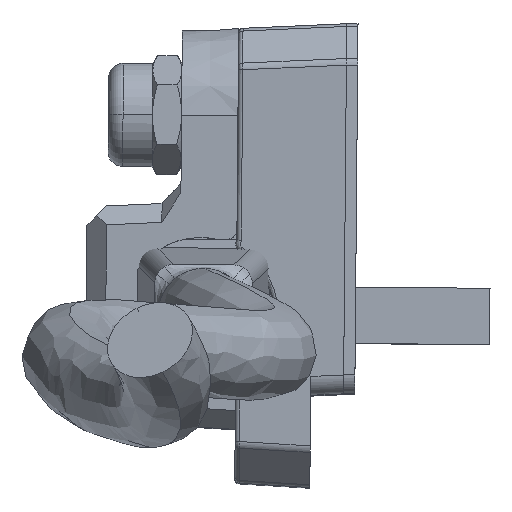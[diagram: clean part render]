
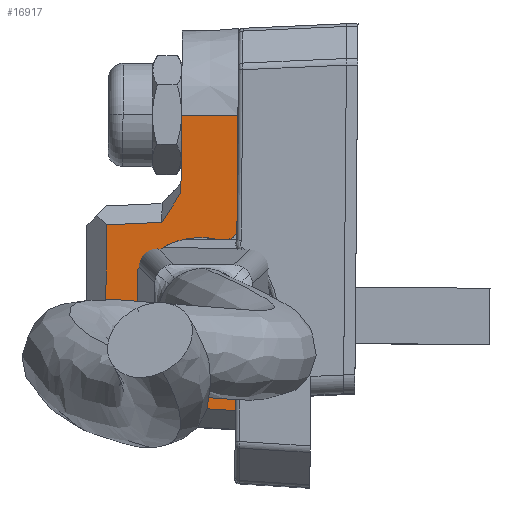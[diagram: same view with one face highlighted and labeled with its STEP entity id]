
A CAD part, top view. The second image highlights one B-rep face of the part: STEP entity #16917.
In plain terms, the highlighted face is planar.
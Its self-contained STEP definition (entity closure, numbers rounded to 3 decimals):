
#19 = VERTEX_POINT ( 'NONE', #7191 ) ;
#84 = ORIENTED_EDGE ( 'NONE', *, *, #5196, .T. ) ;
#98 = ORIENTED_EDGE ( 'NONE', *, *, #11337, .T. ) ;
#144 =( BOUNDED_CURVE ( )  B_SPLINE_CURVE ( 3, ( #2375, #6623, #5216, #6393 ),
 .UNSPECIFIED., .F., .F. ) 
 B_SPLINE_CURVE_WITH_KNOTS ( ( 4, 4 ),
 ( 3.756, 4.92 ),
 .UNSPECIFIED. ) 
 CURVE ( )  GEOMETRIC_REPRESENTATION_ITEM ( )  RATIONAL_B_SPLINE_CURVE ( ( 1., 0.89, 0.89, 1. ) ) 
 REPRESENTATION_ITEM ( '' )  );
#181 = DIRECTION ( 'NONE',  ( 0., 1., 0. ) ) ;
#624 = DIRECTION ( 'NONE',  ( -0.052, -0.052, 0.997 ) ) ;
#634 = VECTOR ( 'NONE', #181, 1000. ) ;
#658 = CARTESIAN_POINT ( 'NONE',  ( -8.952, -4.012, 6.946 ) ) ;
#664 = CARTESIAN_POINT ( 'NONE',  ( -9.007, 15.1, 8. ) ) ;
#1079 = DIRECTION ( 'NONE',  ( 0., 1., 0. ) ) ;
#1282 = CARTESIAN_POINT ( 'NONE',  ( -8.732, -2.364, 2.75 ) ) ;
#1305 = LINE ( 'NONE', #664, #4595 ) ;
#1329 = VERTEX_POINT ( 'NONE', #3950 ) ;
#1572 = ORIENTED_EDGE ( 'NONE', *, *, #8908, .F. ) ;
#1693 = EDGE_CURVE ( 'NONE', #15142, #7305, #17523, .T. ) ;
#1989 = EDGE_CURVE ( 'NONE', #16185, #8886, #15762, .T. ) ;
#2143 = EDGE_CURVE ( 'NONE', #17467, #8069, #1305, .T. ) ;
#2375 = CARTESIAN_POINT ( 'NONE',  ( -8.732, 2.364, 2.75 ) ) ;
#2420 = AXIS2_PLACEMENT_3D ( 'NONE', #11094, #8188, #18113 ) ;
#2705 = CARTESIAN_POINT ( 'NONE',  ( -8.85, 10.6, 5. ) ) ;
#2734 = VERTEX_POINT ( 'NONE', #10779 ) ;
#2905 = VECTOR ( 'NONE', #13737, 1000. ) ;
#3051 = ORIENTED_EDGE ( 'NONE', *, *, #7917, .T. ) ;
#3133 = CARTESIAN_POINT ( 'NONE',  ( -8.997, -4.027, 7.798 ) ) ;
#3188 = CARTESIAN_POINT ( 'NONE',  ( -8.732, 2.364, 2.75 ) ) ;
#3636 = DIRECTION ( 'NONE',  ( 0.052, -0.052, -0.997 ) ) ;
#3647 = CARTESIAN_POINT ( 'NONE',  ( -8.952, -4.012, 6.946 ) ) ;
#3949 = ORIENTED_EDGE ( 'NONE', *, *, #11792, .T. ) ;
#3950 = CARTESIAN_POINT ( 'NONE',  ( -8.798, 4.886, 4.003 ) ) ;
#4006 = CARTESIAN_POINT ( 'NONE',  ( -9.007, 10.6, 8. ) ) ;
#4007 = ORIENTED_EDGE ( 'NONE', *, *, #1693, .F. ) ;
#4165 = EDGE_CURVE ( 'NONE', #1329, #19, #8698, .T. ) ;
#4220 = PLANE ( 'NONE',  #2420 ) ;
#4559 = ORIENTED_EDGE ( 'NONE', *, *, #14029, .T. ) ;
#4595 = VECTOR ( 'NONE', #17683, 1000. ) ;
#4891 = LINE ( 'NONE', #9674, #2905 ) ;
#4897 = ORIENTED_EDGE ( 'NONE', *, *, #5278, .T. ) ;
#5196 = EDGE_CURVE ( 'NONE', #9821, #10391, #11259, .T. ) ;
#5216 = CARTESIAN_POINT ( 'NONE',  ( -8.865, 4.36, 5.294 ) ) ;
#5278 = EDGE_CURVE ( 'NONE', #6369, #1329, #10381, .T. ) ;
#5769 = CARTESIAN_POINT ( 'NONE',  ( -8.981, 4.022, 7.509 ) ) ;
#5770 = LINE ( 'NONE', #5769, #9030 ) ;
#5825 = DIRECTION ( 'NONE',  ( 0.052, -0.017, -0.998 ) ) ;
#6369 = VERTEX_POINT ( 'NONE', #11586 ) ;
#6393 = CARTESIAN_POINT ( 'NONE',  ( -8.952, 4.012, 6.946 ) ) ;
#6623 = CARTESIAN_POINT ( 'NONE',  ( -8.783, 3.743, 3.723 ) ) ;
#7024 = DIRECTION ( 'NONE',  ( 0.028, -0.846, -0.532 ) ) ;
#7191 = CARTESIAN_POINT ( 'NONE',  ( -8.643, 4.732, 1.055 ) ) ;
#7305 = VERTEX_POINT ( 'NONE', #15305 ) ;
#7742 = LINE ( 'NONE', #16624, #17820 ) ;
#7917 = EDGE_CURVE ( 'NONE', #10391, #2734, #7742, .T. ) ;
#7986 = VECTOR ( 'NONE', #7024, 1000. ) ;
#8043 = CARTESIAN_POINT ( 'NONE',  ( -8.85, 6.472, 5. ) ) ;
#8069 = VERTEX_POINT ( 'NONE', #9860 ) ;
#8188 = DIRECTION ( 'NONE',  ( -0.999, 0., -0.052 ) ) ;
#8321 = CARTESIAN_POINT ( 'NONE',  ( -8.865, -4.36, 5.294 ) ) ;
#8470 = ORIENTED_EDGE ( 'NONE', *, *, #1989, .T. ) ;
#8533 = VECTOR ( 'NONE', #13387, 1000. ) ;
#8606 = EDGE_CURVE ( 'NONE', #15142, #16185, #13390, .T. ) ;
#8698 = LINE ( 'NONE', #10522, #11514 ) ;
#8735 = EDGE_CURVE ( 'NONE', #12856, #13921, #5770, .T. ) ;
#8886 = VERTEX_POINT ( 'NONE', #3188 ) ;
#8908 = EDGE_CURVE ( 'NONE', #7305, #8069, #16432, .T. ) ;
#9030 = VECTOR ( 'NONE', #5825, 1000. ) ;
#9296 = EDGE_CURVE ( 'NONE', #2734, #6369, #10743, .T. ) ;
#9659 = CARTESIAN_POINT ( 'NONE',  ( -8.783, -3.743, 3.723 ) ) ;
#9674 = CARTESIAN_POINT ( 'NONE',  ( -8.643, 10.6, 1.055 ) ) ;
#9821 = VERTEX_POINT ( 'NONE', #10768 ) ;
#9860 = CARTESIAN_POINT ( 'NONE',  ( -9.007, -4.522, 8. ) ) ;
#9931 = ORIENTED_EDGE ( 'NONE', *, *, #2143, .T. ) ;
#9983 = CARTESIAN_POINT ( 'NONE',  ( -9.007, 4.233, 8. ) ) ;
#10048 = EDGE_CURVE ( 'NONE', #9821, #12856, #10128, .T. ) ;
#10128 =( BOUNDED_CURVE ( )  B_SPLINE_CURVE ( 3, ( #11545, #9983, #11365, #15696 ),
 .UNSPECIFIED., .F., .T. ) 
 B_SPLINE_CURVE_WITH_KNOTS ( ( 4, 4 ),
 ( 0., 1.553 ),
 .UNSPECIFIED. ) 
 CURVE ( )  GEOMETRIC_REPRESENTATION_ITEM ( )  RATIONAL_B_SPLINE_CURVE ( ( 1., 0.809, 0.809, 1. ) ) 
 REPRESENTATION_ITEM ( '' )  );
#10201 = ORIENTED_EDGE ( 'NONE', *, *, #4165, .T. ) ;
#10257 = VECTOR ( 'NONE', #624, 1000. ) ;
#10310 = VECTOR ( 'NONE', #17676, 1000. ) ;
#10381 = LINE ( 'NONE', #8043, #7986 ) ;
#10391 = VERTEX_POINT ( 'NONE', #4006 ) ;
#10522 = CARTESIAN_POINT ( 'NONE',  ( -8.798, 4.886, 4.003 ) ) ;
#10743 = LINE ( 'NONE', #2705, #10310 ) ;
#10768 = CARTESIAN_POINT ( 'NONE',  ( -9.007, 4.522, 8. ) ) ;
#10779 = CARTESIAN_POINT ( 'NONE',  ( -8.85, 10.6, 5. ) ) ;
#10859 = FACE_OUTER_BOUND ( 'NONE', #12127, .T. ) ;
#11094 = CARTESIAN_POINT ( 'NONE',  ( -8.85, 10.6, 5. ) ) ;
#11259 = LINE ( 'NONE', #13824, #15691 ) ;
#11337 = EDGE_CURVE ( 'NONE', #8886, #13921, #144, .T. ) ;
#11365 = CARTESIAN_POINT ( 'NONE',  ( -8.997, 4.027, 7.798 ) ) ;
#11390 = ORIENTED_EDGE ( 'NONE', *, *, #8606, .T. ) ;
#11514 = VECTOR ( 'NONE', #3636, 1000. ) ;
#11545 = CARTESIAN_POINT ( 'NONE',  ( -9.007, 4.522, 8. ) ) ;
#11586 = CARTESIAN_POINT ( 'NONE',  ( -8.85, 6.472, 5. ) ) ;
#11792 = EDGE_CURVE ( 'NONE', #19, #15048, #4891, .T. ) ;
#12127 = EDGE_LOOP ( 'NONE', ( #11390, #8470, #98, #12609, #16215, #84, #3051, #13495, #4897, #10201, #3949, #4559, #9931, #1572, #4007 ) ) ;
#12354 = CARTESIAN_POINT ( 'NONE',  ( -8.952, -4.012, 6.946 ) ) ;
#12609 = ORIENTED_EDGE ( 'NONE', *, *, #8735, .F. ) ;
#12856 = VERTEX_POINT ( 'NONE', #14250 ) ;
#12942 = CARTESIAN_POINT ( 'NONE',  ( -8.981, -4.022, 7.509 ) ) ;
#12958 = CARTESIAN_POINT ( 'NONE',  ( -8.732, -2.364, 2.75 ) ) ;
#13228 = CARTESIAN_POINT ( 'NONE',  ( -8.732, -2.364, 2.75 ) ) ;
#13387 = DIRECTION ( 'NONE',  ( -0.052, -0.017, 0.998 ) ) ;
#13390 =( BOUNDED_CURVE ( )  B_SPLINE_CURVE ( 3, ( #12354, #8321, #9659, #1282 ),
 .UNSPECIFIED., .F., .F. ) 
 B_SPLINE_CURVE_WITH_KNOTS ( ( 4, 4 ),
 ( 1.363, 2.527 ),
 .UNSPECIFIED. ) 
 CURVE ( )  GEOMETRIC_REPRESENTATION_ITEM ( )  RATIONAL_B_SPLINE_CURVE ( ( 1., 0.89, 0.89, 1. ) ) 
 REPRESENTATION_ITEM ( '' )  );
#13495 = ORIENTED_EDGE ( 'NONE', *, *, #9296, .T. ) ;
#13625 = CARTESIAN_POINT ( 'NONE',  ( -9.007, -5.099, 8. ) ) ;
#13737 = DIRECTION ( 'NONE',  ( 0., -1., 0. ) ) ;
#13824 = CARTESIAN_POINT ( 'NONE',  ( -9.007, 10.6, 8. ) ) ;
#13921 = VERTEX_POINT ( 'NONE', #14070 ) ;
#14029 = EDGE_CURVE ( 'NONE', #15048, #17467, #17087, .T. ) ;
#14070 = CARTESIAN_POINT ( 'NONE',  ( -8.952, 4.012, 6.946 ) ) ;
#14250 = CARTESIAN_POINT ( 'NONE',  ( -8.981, 4.022, 7.509 ) ) ;
#14628 = CARTESIAN_POINT ( 'NONE',  ( -8.643, -4.735, 1.055 ) ) ;
#15048 = VERTEX_POINT ( 'NONE', #14628 ) ;
#15142 = VERTEX_POINT ( 'NONE', #3647 ) ;
#15161 = DIRECTION ( 'NONE',  ( 0.052, 0., -0.999 ) ) ;
#15305 = CARTESIAN_POINT ( 'NONE',  ( -8.981, -4.022, 7.509 ) ) ;
#15557 = CARTESIAN_POINT ( 'NONE',  ( -9.007, -4.233, 8. ) ) ;
#15691 = VECTOR ( 'NONE', #1079, 1000. ) ;
#15696 = CARTESIAN_POINT ( 'NONE',  ( -8.981, 4.022, 7.509 ) ) ;
#15762 = LINE ( 'NONE', #12958, #634 ) ;
#16122 = CARTESIAN_POINT ( 'NONE',  ( -8.643, -4.735, 1.055 ) ) ;
#16185 = VERTEX_POINT ( 'NONE', #13228 ) ;
#16215 = ORIENTED_EDGE ( 'NONE', *, *, #10048, .F. ) ;
#16432 =( BOUNDED_CURVE ( )  B_SPLINE_CURVE ( 3, ( #12942, #3133, #15557, #17149 ),
 .UNSPECIFIED., .F., .F. ) 
 B_SPLINE_CURVE_WITH_KNOTS ( ( 4, 4 ),
 ( 4.73, 6.283 ),
 .UNSPECIFIED. ) 
 CURVE ( )  GEOMETRIC_REPRESENTATION_ITEM ( )  RATIONAL_B_SPLINE_CURVE ( ( 1., 0.809, 0.809, 1. ) ) 
 REPRESENTATION_ITEM ( '' )  );
#16624 = CARTESIAN_POINT ( 'NONE',  ( -8.85, 10.6, 5. ) ) ;
#16917 = ADVANCED_FACE ( 'NONE', ( #10859 ), #4220, .T. ) ;
#17087 = LINE ( 'NONE', #16122, #10257 ) ;
#17149 = CARTESIAN_POINT ( 'NONE',  ( -9.007, -4.522, 8. ) ) ;
#17467 = VERTEX_POINT ( 'NONE', #13625 ) ;
#17523 = LINE ( 'NONE', #658, #8533 ) ;
#17676 = DIRECTION ( 'NONE',  ( 0., -1., 0. ) ) ;
#17683 = DIRECTION ( 'NONE',  ( 0., 1., 0. ) ) ;
#17820 = VECTOR ( 'NONE', #15161, 1000. ) ;
#18113 = DIRECTION ( 'NONE',  ( -0.052, 0., 0.999 ) ) ;
